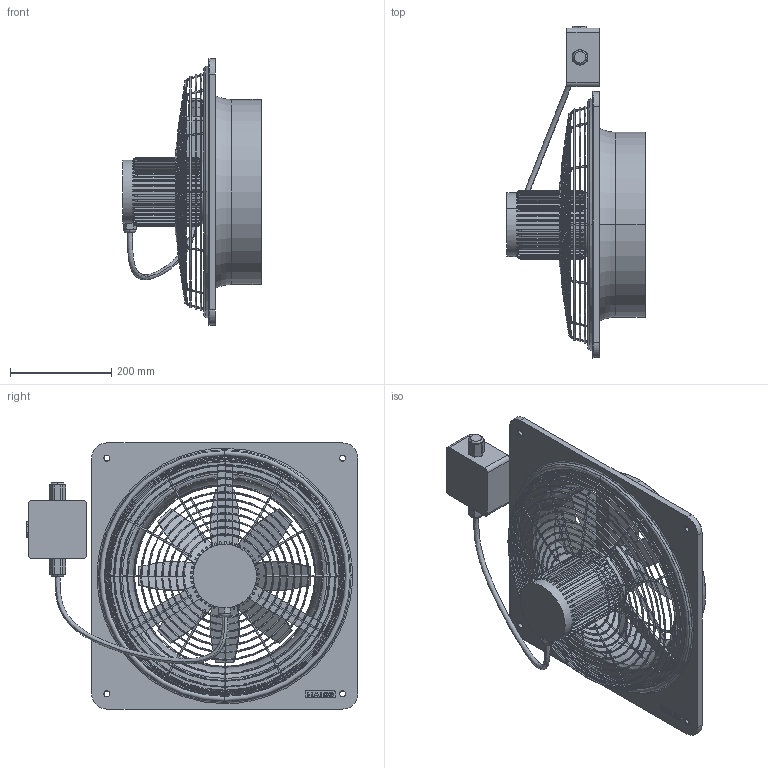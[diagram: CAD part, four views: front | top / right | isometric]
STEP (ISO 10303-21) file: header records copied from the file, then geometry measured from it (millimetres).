
FILE_DESCRIPTION(('Creo Elements/Direct Modeling STEP Export'),'2;1');
FILE_NAME('0083.0177 DZQ 35_6 B Ex e.stp','2021-01-21T 9:47:49',(''),(''),'PTC Creo Elements/Direct Modeling STEP processor for AP214 (Solid Model)','PTC Creo Elements/Direct Modeling 19.0C 15-Aug-2015 (C) Parametric Technology GmbH','');
FILE_SCHEMA(('AUTOMOTIVE_DESIGN { 1 0 10303 214 1 1 1 1 }'));
Length unit declared in the file: millimetre
Products named in the file (2): 0083-0177; 0083.0177-DZQ-35-6-B-Ex-e
Assembly tree (1 placements, depth 2):
  0083.0177-DZQ-35-6-B-Ex-e
    0083-0177
Bounding box: 273 x 654.41 x 525 mm (x, y, z)
Volume: 4220598.1 mm3; surface area: 1250505.2 mm2
Topology: 1 solids, 7 shells, 780 faces, 2305 edges, 1532 vertices
Faces by surface type: plane 307, torus 202, cylinder 186, bspline 44, cone 40, sphere 1
Entity records: 50611 total; most frequent: CARTESIAN_POINT 27207, ORIENTED_EDGE 4614, DIRECTION 3146, EDGE_CURVE 2305, VERTEX_POINT 1532, AXIS2_PLACEMENT_3D 1216, EDGE_LOOP 1033, FACE_OUTER_BOUND 780
